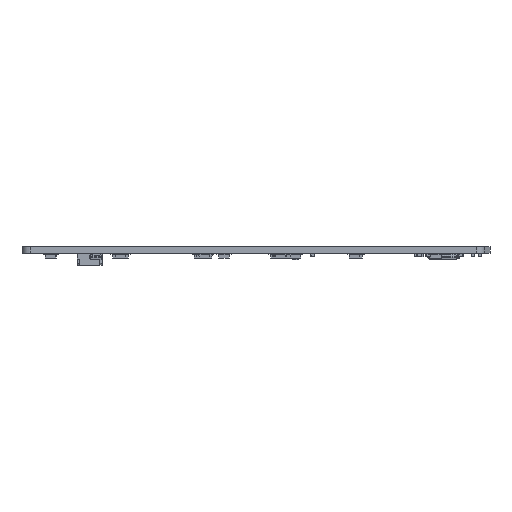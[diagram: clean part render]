
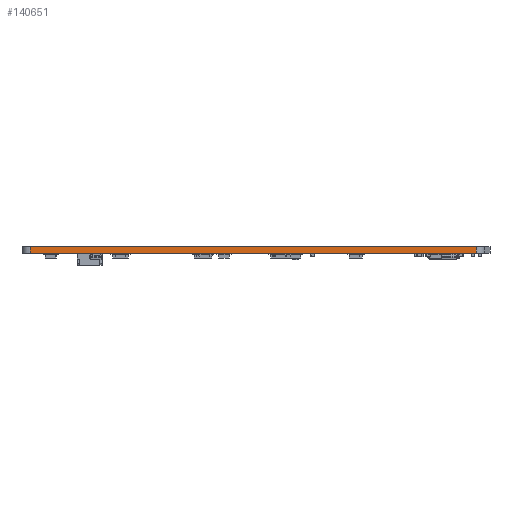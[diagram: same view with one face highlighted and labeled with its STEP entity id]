
A CAD part, left-side view. The second image highlights one B-rep face of the part: STEP entity #140651.
In plain terms, the highlighted planar face has unit normal (-1, 0, 0).
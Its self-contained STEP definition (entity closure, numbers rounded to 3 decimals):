
#103479 = PLANE('',#103480);
#103480 = AXIS2_PLACEMENT_3D('',#103481,#103482,#103483);
#103481 = CARTESIAN_POINT('',(222.901,-122.393,1.6));
#103482 = DIRECTION('',(-0.,-0.,-1.));
#103483 = DIRECTION('',(-1.,0.,0.));
#103533 = PLANE('',#103534);
#103534 = AXIS2_PLACEMENT_3D('',#103535,#103536,#103537);
#103535 = CARTESIAN_POINT('',(222.901,-122.393,0.));
#103536 = DIRECTION('',(-0.,-0.,-1.));
#103537 = DIRECTION('',(-1.,0.,0.));
#104283 = VERTEX_POINT('',#104284);
#104284 = CARTESIAN_POINT('',(71.561,-176.425,0.));
#104303 = CYLINDRICAL_SURFACE('',#104304,2.);
#104304 = AXIS2_PLACEMENT_3D('',#104305,#104306,#104307);
#104305 = CARTESIAN_POINT('',(73.561,-176.425,0.));
#104306 = DIRECTION('',(-0.,-0.,-1.));
#104307 = DIRECTION('',(1.,0.,-0.));
#104315 = EDGE_CURVE('',#104283,#104316,#104318,.T.);
#104316 = VERTEX_POINT('',#104317);
#104317 = CARTESIAN_POINT('',(71.561,-68.675,0.));
#104318 = SURFACE_CURVE('',#104319,(#104323,#104330),.PCURVE_S1.);
#104319 = LINE('',#104320,#104321);
#104320 = CARTESIAN_POINT('',(71.561,-176.425,0.));
#104321 = VECTOR('',#104322,1.);
#104322 = DIRECTION('',(0.,1.,0.));
#104323 = PCURVE('',#103533,#104324);
#104324 = DEFINITIONAL_REPRESENTATION('',(#104325),#104329);
#104325 = LINE('',#104326,#104327);
#104326 = CARTESIAN_POINT('',(151.34,-54.032));
#104327 = VECTOR('',#104328,1.);
#104328 = DIRECTION('',(0.,1.));
#104329 = ( GEOMETRIC_REPRESENTATION_CONTEXT(2) 
PARAMETRIC_REPRESENTATION_CONTEXT() REPRESENTATION_CONTEXT('2D SPACE',''
  ) );
#104330 = PCURVE('',#104331,#104336);
#104331 = PLANE('',#104332);
#104332 = AXIS2_PLACEMENT_3D('',#104333,#104334,#104335);
#104333 = CARTESIAN_POINT('',(71.561,-176.425,0.));
#104334 = DIRECTION('',(-1.,0.,0.));
#104335 = DIRECTION('',(0.,1.,0.));
#104336 = DEFINITIONAL_REPRESENTATION('',(#104337),#104341);
#104337 = LINE('',#104338,#104339);
#104338 = CARTESIAN_POINT('',(0.,0.));
#104339 = VECTOR('',#104340,1.);
#104340 = DIRECTION('',(1.,0.));
#104341 = ( GEOMETRIC_REPRESENTATION_CONTEXT(2) 
PARAMETRIC_REPRESENTATION_CONTEXT() REPRESENTATION_CONTEXT('2D SPACE',''
  ) );
#104364 = CYLINDRICAL_SURFACE('',#104365,2.);
#104365 = AXIS2_PLACEMENT_3D('',#104366,#104367,#104368);
#104366 = CARTESIAN_POINT('',(73.561,-68.675,0.));
#104367 = DIRECTION('',(-0.,-0.,-1.));
#104368 = DIRECTION('',(1.,0.,-0.));
#123473 = VERTEX_POINT('',#123474);
#123474 = CARTESIAN_POINT('',(71.561,-176.425,1.6));
#123500 = EDGE_CURVE('',#123473,#123501,#123503,.T.);
#123501 = VERTEX_POINT('',#123502);
#123502 = CARTESIAN_POINT('',(71.561,-68.675,1.6));
#123503 = SURFACE_CURVE('',#123504,(#123508,#123515),.PCURVE_S1.);
#123504 = LINE('',#123505,#123506);
#123505 = CARTESIAN_POINT('',(71.561,-176.425,1.6));
#123506 = VECTOR('',#123507,1.);
#123507 = DIRECTION('',(0.,1.,0.));
#123508 = PCURVE('',#103479,#123509);
#123509 = DEFINITIONAL_REPRESENTATION('',(#123510),#123514);
#123510 = LINE('',#123511,#123512);
#123511 = CARTESIAN_POINT('',(151.34,-54.032));
#123512 = VECTOR('',#123513,1.);
#123513 = DIRECTION('',(0.,1.));
#123514 = ( GEOMETRIC_REPRESENTATION_CONTEXT(2) 
PARAMETRIC_REPRESENTATION_CONTEXT() REPRESENTATION_CONTEXT('2D SPACE',''
  ) );
#123515 = PCURVE('',#104331,#123516);
#123516 = DEFINITIONAL_REPRESENTATION('',(#123517),#123521);
#123517 = LINE('',#123518,#123519);
#123518 = CARTESIAN_POINT('',(0.,-1.6));
#123519 = VECTOR('',#123520,1.);
#123520 = DIRECTION('',(1.,0.));
#123521 = ( GEOMETRIC_REPRESENTATION_CONTEXT(2) 
PARAMETRIC_REPRESENTATION_CONTEXT() REPRESENTATION_CONTEXT('2D SPACE',''
  ) );
#140603 = EDGE_CURVE('',#104316,#123501,#140604,.T.);
#140604 = SURFACE_CURVE('',#140605,(#140609,#140616),.PCURVE_S1.);
#140605 = LINE('',#140606,#140607);
#140606 = CARTESIAN_POINT('',(71.561,-68.675,0.));
#140607 = VECTOR('',#140608,1.);
#140608 = DIRECTION('',(0.,0.,1.));
#140609 = PCURVE('',#104364,#140610);
#140610 = DEFINITIONAL_REPRESENTATION('',(#140611),#140615);
#140611 = LINE('',#140612,#140613);
#140612 = CARTESIAN_POINT('',(-3.142,0.));
#140613 = VECTOR('',#140614,1.);
#140614 = DIRECTION('',(-0.,-1.));
#140615 = ( GEOMETRIC_REPRESENTATION_CONTEXT(2) 
PARAMETRIC_REPRESENTATION_CONTEXT() REPRESENTATION_CONTEXT('2D SPACE',''
  ) );
#140616 = PCURVE('',#104331,#140617);
#140617 = DEFINITIONAL_REPRESENTATION('',(#140618),#140622);
#140618 = LINE('',#140619,#140620);
#140619 = CARTESIAN_POINT('',(107.75,0.));
#140620 = VECTOR('',#140621,1.);
#140621 = DIRECTION('',(0.,-1.));
#140622 = ( GEOMETRIC_REPRESENTATION_CONTEXT(2) 
PARAMETRIC_REPRESENTATION_CONTEXT() REPRESENTATION_CONTEXT('2D SPACE',''
  ) );
#140651 = ADVANCED_FACE('',(#140652),#104331,.T.);
#140652 = FACE_BOUND('',#140653,.T.);
#140653 = EDGE_LOOP('',(#140654,#140675,#140676,#140677));
#140654 = ORIENTED_EDGE('',*,*,#140655,.T.);
#140655 = EDGE_CURVE('',#104283,#123473,#140656,.T.);
#140656 = SURFACE_CURVE('',#140657,(#140661,#140668),.PCURVE_S1.);
#140657 = LINE('',#140658,#140659);
#140658 = CARTESIAN_POINT('',(71.561,-176.425,0.));
#140659 = VECTOR('',#140660,1.);
#140660 = DIRECTION('',(0.,0.,1.));
#140661 = PCURVE('',#104331,#140662);
#140662 = DEFINITIONAL_REPRESENTATION('',(#140663),#140667);
#140663 = LINE('',#140664,#140665);
#140664 = CARTESIAN_POINT('',(0.,0.));
#140665 = VECTOR('',#140666,1.);
#140666 = DIRECTION('',(0.,-1.));
#140667 = ( GEOMETRIC_REPRESENTATION_CONTEXT(2) 
PARAMETRIC_REPRESENTATION_CONTEXT() REPRESENTATION_CONTEXT('2D SPACE',''
  ) );
#140668 = PCURVE('',#104303,#140669);
#140669 = DEFINITIONAL_REPRESENTATION('',(#140670),#140674);
#140670 = LINE('',#140671,#140672);
#140671 = CARTESIAN_POINT('',(-3.142,0.));
#140672 = VECTOR('',#140673,1.);
#140673 = DIRECTION('',(-0.,-1.));
#140674 = ( GEOMETRIC_REPRESENTATION_CONTEXT(2) 
PARAMETRIC_REPRESENTATION_CONTEXT() REPRESENTATION_CONTEXT('2D SPACE',''
  ) );
#140675 = ORIENTED_EDGE('',*,*,#123500,.T.);
#140676 = ORIENTED_EDGE('',*,*,#140603,.F.);
#140677 = ORIENTED_EDGE('',*,*,#104315,.F.);
